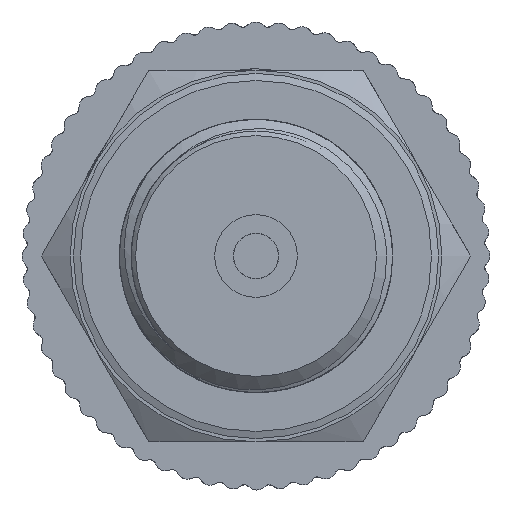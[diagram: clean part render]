
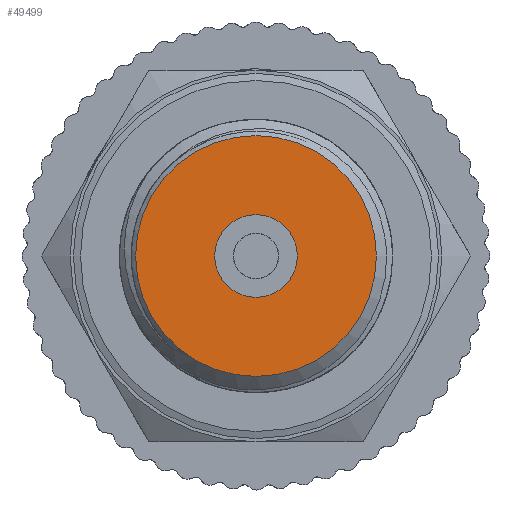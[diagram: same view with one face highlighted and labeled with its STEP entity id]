
A CAD part, left-side view. The second image highlights one B-rep face of the part: STEP entity #49499.
In plain terms, the highlighted conical face has half-angle 90 degrees and reference radius 5.875 mm.
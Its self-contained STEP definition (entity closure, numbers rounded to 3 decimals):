
#4071=FACE_OUTER_BOUND('',#6773,.T.);
#6773=EDGE_LOOP('',(#35314,#35315,#35316,#35317));
#9247=CIRCLE('',#52127,3.);
#9248=CIRCLE('',#52129,8.75);
#11883=LINE('',#90091,#16341);
#16341=VECTOR('',#56843,5.875);
#21051=VERTEX_POINT('',#90086);
#21052=VERTEX_POINT('',#90090);
#26562=EDGE_CURVE('',#21051,#21051,#9247,.T.);
#26564=EDGE_CURVE('',#21051,#21052,#11883,.T.);
#26565=EDGE_CURVE('',#21052,#21052,#9248,.T.);
#35314=ORIENTED_EDGE('',*,*,#26562,.T.);
#35315=ORIENTED_EDGE('',*,*,#26564,.T.);
#35316=ORIENTED_EDGE('',*,*,#26565,.F.);
#35317=ORIENTED_EDGE('',*,*,#26564,.F.);
#49154=CONICAL_SURFACE('',#52128,5.875,1.571);
#49499=ADVANCED_FACE('',(#4071),#49154,.F.);
#52127=AXIS2_PLACEMENT_3D('',#90087,#56838,#56839);
#52128=AXIS2_PLACEMENT_3D('',#90089,#56841,#56842);
#52129=AXIS2_PLACEMENT_3D('',#90092,#56844,#56845);
#56838=DIRECTION('center_axis',(1.,0.,0.));
#56839=DIRECTION('ref_axis',(0.,0.,-1.));
#56841=DIRECTION('center_axis',(-1.,0.,0.));
#56842=DIRECTION('ref_axis',(0.,1.,0.));
#56843=DIRECTION('',(0.,-1.,0.));
#56844=DIRECTION('center_axis',(1.,0.,0.));
#56845=DIRECTION('ref_axis',(0.,0.,-1.));
#90086=CARTESIAN_POINT('',(-67.,-3.,0.));
#90087=CARTESIAN_POINT('Origin',(-67.,0.,0.));
#90089=CARTESIAN_POINT('Origin',(-67.,0.,0.));
#90090=CARTESIAN_POINT('',(-67.,-8.75,0.));
#90091=CARTESIAN_POINT('',(-67.,-5.875,0.));
#90092=CARTESIAN_POINT('Origin',(-67.,0.,0.));
